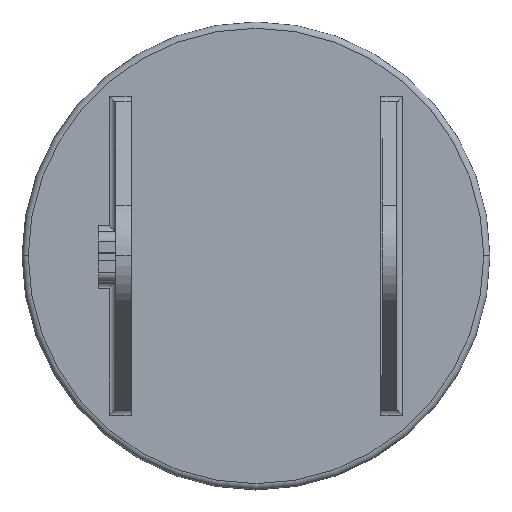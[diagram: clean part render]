
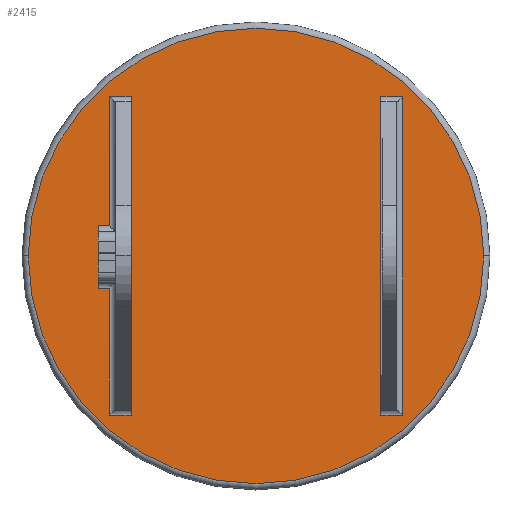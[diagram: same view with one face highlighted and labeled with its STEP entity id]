
A CAD part, top view. The second image highlights one B-rep face of the part: STEP entity #2415.
In plain terms, the highlighted planar face has unit normal (0, 0, 1).
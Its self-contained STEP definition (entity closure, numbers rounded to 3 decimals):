
#82 = VECTOR ( 'NONE', #850, 1000. ) ;
#103 = EDGE_LOOP ( 'NONE', ( #2303, #3310, #2839, #289 ) ) ;
#105 = CARTESIAN_POINT ( 'NONE',  ( 47., -51.072, 15. ) ) ;
#116 = CARTESIAN_POINT ( 'NONE',  ( 47., -50., 15. ) ) ;
#120 = LINE ( 'NONE', #2428, #2506 ) ;
#122 = EDGE_CURVE ( 'NONE', #3382, #3441, #2174, .T. ) ;
#136 = LINE ( 'NONE', #710, #2644 ) ;
#153 = VECTOR ( 'NONE', #3189, 1000. ) ;
#168 = CARTESIAN_POINT ( 'NONE',  ( -40., 50., 15. ) ) ;
#170 = EDGE_CURVE ( 'NONE', #1301, #3382, #422, .T. ) ;
#189 = ORIENTED_EDGE ( 'NONE', *, *, #2491, .T. ) ;
#203 = DIRECTION ( 'NONE',  ( 0., 0., 1. ) ) ;
#209 = CIRCLE ( 'NONE', #983, 73. ) ;
#289 = ORIENTED_EDGE ( 'NONE', *, *, #768, .T. ) ;
#306 = AXIS2_PLACEMENT_3D ( 'NONE', #2206, #203, #3014 ) ;
#311 = VECTOR ( 'NONE', #3159, 1000. ) ;
#344 = EDGE_CURVE ( 'NONE', #2135, #1826, #136, .T. ) ;
#354 = VERTEX_POINT ( 'NONE', #432 ) ;
#422 = LINE ( 'NONE', #1556, #2121 ) ;
#432 = CARTESIAN_POINT ( 'NONE',  ( 40., 51.072, 15. ) ) ;
#474 = FACE_BOUND ( 'NONE', #103, .T. ) ;
#521 = EDGE_CURVE ( 'NONE', #354, #1805, #3035, .T. ) ;
#601 = CIRCLE ( 'NONE', #2148, 73. ) ;
#626 = CARTESIAN_POINT ( 'NONE',  ( 40., -50., 15. ) ) ;
#651 = VERTEX_POINT ( 'NONE', #861 ) ;
#653 = DIRECTION ( 'NONE',  ( 0., 0., 1. ) ) ;
#668 = CARTESIAN_POINT ( 'NONE',  ( 0., 0., 15. ) ) ;
#710 = CARTESIAN_POINT ( 'NONE',  ( -40., 51.072, 15. ) ) ;
#717 = CARTESIAN_POINT ( 'NONE',  ( -50.6, 9.632, 15. ) ) ;
#718 = CARTESIAN_POINT ( 'NONE',  ( 40., -51.072, 15. ) ) ;
#724 = EDGE_CURVE ( 'NONE', #2926, #3047, #209, .T. ) ;
#739 = VECTOR ( 'NONE', #1885, 1000. ) ;
#768 = EDGE_CURVE ( 'NONE', #1805, #3362, #918, .T. ) ;
#812 = LINE ( 'NONE', #2242, #848 ) ;
#848 = VECTOR ( 'NONE', #1948, 1000. ) ;
#850 = DIRECTION ( 'NONE',  ( 1., 0., 0. ) ) ;
#861 = CARTESIAN_POINT ( 'NONE',  ( -47., 9.632, 15. ) ) ;
#918 = LINE ( 'NONE', #116, #153 ) ;
#920 = LINE ( 'NONE', #2126, #1211 ) ;
#983 = AXIS2_PLACEMENT_3D ( 'NONE', #668, #653, #1512 ) ;
#1001 = DIRECTION ( 'NONE',  ( -1., 0., 0. ) ) ;
#1067 = CARTESIAN_POINT ( 'NONE',  ( 45., 51.072, 15. ) ) ;
#1075 = CARTESIAN_POINT ( 'NONE',  ( -40., -51.072, 15. ) ) ;
#1076 = FACE_OUTER_BOUND ( 'NONE', #1861, .T. ) ;
#1133 = ORIENTED_EDGE ( 'NONE', *, *, #170, .T. ) ;
#1177 = ORIENTED_EDGE ( 'NONE', *, *, #3491, .T. ) ;
#1209 = VECTOR ( 'NONE', #3232, 1000. ) ;
#1211 = VECTOR ( 'NONE', #3249, 1000. ) ;
#1220 = CARTESIAN_POINT ( 'NONE',  ( -73., 0., 15. ) ) ;
#1252 = VERTEX_POINT ( 'NONE', #717 ) ;
#1301 = VERTEX_POINT ( 'NONE', #1075 ) ;
#1353 = CARTESIAN_POINT ( 'NONE',  ( -47., 51.072, 15. ) ) ;
#1512 = DIRECTION ( 'NONE',  ( 1., 0., 0. ) ) ;
#1535 = CARTESIAN_POINT ( 'NONE',  ( -47., -10.368, 15. ) ) ;
#1556 = CARTESIAN_POINT ( 'NONE',  ( -45., -51.072, 15. ) ) ;
#1599 = EDGE_CURVE ( 'NONE', #2475, #354, #3179, .T. ) ;
#1605 = CARTESIAN_POINT ( 'NONE',  ( -50.6, -10.368, 15. ) ) ;
#1608 = CARTESIAN_POINT ( 'NONE',  ( -47., -8.368, 15. ) ) ;
#1623 = DIRECTION ( 'NONE',  ( 0., 1., 0. ) ) ;
#1662 = ORIENTED_EDGE ( 'NONE', *, *, #2577, .T. ) ;
#1805 = VERTEX_POINT ( 'NONE', #2781 ) ;
#1826 = VERTEX_POINT ( 'NONE', #3673 ) ;
#1861 = EDGE_LOOP ( 'NONE', ( #2025, #3436 ) ) ;
#1885 = DIRECTION ( 'NONE',  ( 1., 0., 0. ) ) ;
#1922 = DIRECTION ( 'NONE',  ( 1., 0., 0. ) ) ;
#1931 = PLANE ( 'NONE',  #306 ) ;
#1948 = DIRECTION ( 'NONE',  ( 0., 1., 0. ) ) ;
#2025 = ORIENTED_EDGE ( 'NONE', *, *, #2187, .T. ) ;
#2075 = EDGE_CURVE ( 'NONE', #3362, #2475, #120, .T. ) ;
#2121 = VECTOR ( 'NONE', #1001, 1000. ) ;
#2126 = CARTESIAN_POINT ( 'NONE',  ( 0., -10.368, 15. ) ) ;
#2135 = VERTEX_POINT ( 'NONE', #1353 ) ;
#2143 = DIRECTION ( 'NONE',  ( -1., 0., 0. ) ) ;
#2148 = AXIS2_PLACEMENT_3D ( 'NONE', #2561, #3129, #1922 ) ;
#2174 = LINE ( 'NONE', #1608, #2774 ) ;
#2187 = EDGE_CURVE ( 'NONE', #3047, #2926, #601, .T. ) ;
#2206 = CARTESIAN_POINT ( 'NONE',  ( 0., 0., 15. ) ) ;
#2242 = CARTESIAN_POINT ( 'NONE',  ( -50.6, 0., 15. ) ) ;
#2303 = ORIENTED_EDGE ( 'NONE', *, *, #2075, .T. ) ;
#2316 = ORIENTED_EDGE ( 'NONE', *, *, #122, .T. ) ;
#2351 = ORIENTED_EDGE ( 'NONE', *, *, #2609, .T. ) ;
#2415 = ADVANCED_FACE ( 'NONE', ( #1076, #3029, #474 ), #1931, .T. ) ;
#2426 = DIRECTION ( 'NONE',  ( 1., 0., 0. ) ) ;
#2428 = CARTESIAN_POINT ( 'NONE',  ( 40., -51.072, 15. ) ) ;
#2440 = ORIENTED_EDGE ( 'NONE', *, *, #2979, .T. ) ;
#2475 = VERTEX_POINT ( 'NONE', #718 ) ;
#2491 = EDGE_CURVE ( 'NONE', #1826, #1301, #3271, .T. ) ;
#2506 = VECTOR ( 'NONE', #2143, 1000. ) ;
#2521 = CARTESIAN_POINT ( 'NONE',  ( 73., 0., 15. ) ) ;
#2561 = CARTESIAN_POINT ( 'NONE',  ( 0., 0., 15. ) ) ;
#2577 = EDGE_CURVE ( 'NONE', #3457, #1252, #812, .T. ) ;
#2609 = EDGE_CURVE ( 'NONE', #1252, #651, #2798, .T. ) ;
#2644 = VECTOR ( 'NONE', #2426, 1000. ) ;
#2774 = VECTOR ( 'NONE', #3041, 1000. ) ;
#2781 = CARTESIAN_POINT ( 'NONE',  ( 47., 51.072, 15. ) ) ;
#2798 = LINE ( 'NONE', #3677, #82 ) ;
#2839 = ORIENTED_EDGE ( 'NONE', *, *, #521, .T. ) ;
#2905 = EDGE_LOOP ( 'NONE', ( #2440, #1662, #2351, #1177, #3660, #189, #1133, #2316 ) ) ;
#2926 = VERTEX_POINT ( 'NONE', #1220 ) ;
#2979 = EDGE_CURVE ( 'NONE', #3441, #3457, #920, .T. ) ;
#3006 = CARTESIAN_POINT ( 'NONE',  ( -47., 50., 15. ) ) ;
#3014 = DIRECTION ( 'NONE',  ( 1., 0., 0. ) ) ;
#3029 = FACE_BOUND ( 'NONE', #2905, .T. ) ;
#3035 = LINE ( 'NONE', #1067, #739 ) ;
#3041 = DIRECTION ( 'NONE',  ( 0., 1., 0. ) ) ;
#3047 = VERTEX_POINT ( 'NONE', #2521 ) ;
#3129 = DIRECTION ( 'NONE',  ( 0., 0., 1. ) ) ;
#3159 = DIRECTION ( 'NONE',  ( 0., -1., 0. ) ) ;
#3179 = LINE ( 'NONE', #626, #1209 ) ;
#3189 = DIRECTION ( 'NONE',  ( 0., -1., 0. ) ) ;
#3232 = DIRECTION ( 'NONE',  ( 0., 1., 0. ) ) ;
#3249 = DIRECTION ( 'NONE',  ( -1., 0., 0. ) ) ;
#3251 = CARTESIAN_POINT ( 'NONE',  ( -47., -51.072, 15. ) ) ;
#3271 = LINE ( 'NONE', #168, #311 ) ;
#3310 = ORIENTED_EDGE ( 'NONE', *, *, #1599, .T. ) ;
#3333 = LINE ( 'NONE', #3006, #3408 ) ;
#3362 = VERTEX_POINT ( 'NONE', #105 ) ;
#3382 = VERTEX_POINT ( 'NONE', #3251 ) ;
#3408 = VECTOR ( 'NONE', #1623, 1000. ) ;
#3436 = ORIENTED_EDGE ( 'NONE', *, *, #724, .T. ) ;
#3441 = VERTEX_POINT ( 'NONE', #1535 ) ;
#3457 = VERTEX_POINT ( 'NONE', #1605 ) ;
#3491 = EDGE_CURVE ( 'NONE', #651, #2135, #3333, .T. ) ;
#3660 = ORIENTED_EDGE ( 'NONE', *, *, #344, .T. ) ;
#3673 = CARTESIAN_POINT ( 'NONE',  ( -40., 51.072, 15. ) ) ;
#3677 = CARTESIAN_POINT ( 'NONE',  ( 0., 9.632, 15. ) ) ;
